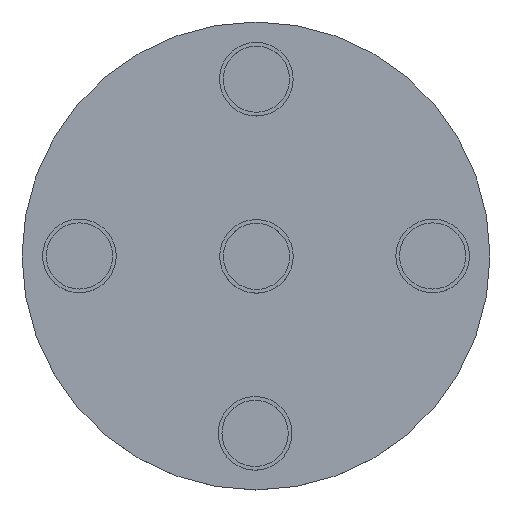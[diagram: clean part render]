
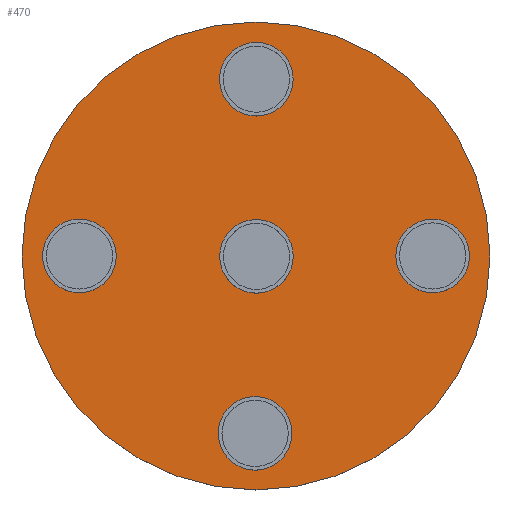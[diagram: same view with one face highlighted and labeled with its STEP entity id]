
A CAD part, top view. The second image highlights one B-rep face of the part: STEP entity #470.
In plain terms, the highlighted planar face has unit normal (0, 0, 1).
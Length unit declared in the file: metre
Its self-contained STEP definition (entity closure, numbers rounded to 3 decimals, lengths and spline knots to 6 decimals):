
#24=CIRCLE('',#521,0.0265);
#25=CIRCLE('',#523,0.004167);
#26=CIRCLE('',#524,0.004167);
#27=CIRCLE('',#525,0.004167);
#28=CIRCLE('',#526,0.004167);
#29=CIRCLE('',#527,0.004167);
#59=ORIENTED_EDGE('',*,*,#168,.F.);
#60=ORIENTED_EDGE('',*,*,#169,.F.);
#61=ORIENTED_EDGE('',*,*,#170,.F.);
#62=ORIENTED_EDGE('',*,*,#171,.F.);
#63=ORIENTED_EDGE('',*,*,#172,.F.);
#64=ORIENTED_EDGE('',*,*,#167,.T.);
#167=EDGE_CURVE('',#222,#222,#24,.T.);
#168=EDGE_CURVE('',#223,#223,#25,.T.);
#169=EDGE_CURVE('',#224,#224,#26,.T.);
#170=EDGE_CURVE('',#225,#225,#27,.T.);
#171=EDGE_CURVE('',#226,#226,#28,.T.);
#172=EDGE_CURVE('',#227,#227,#29,.T.);
#222=VERTEX_POINT('',#758);
#223=VERTEX_POINT('',#761);
#224=VERTEX_POINT('',#763);
#225=VERTEX_POINT('',#765);
#226=VERTEX_POINT('',#767);
#227=VERTEX_POINT('',#769);
#326=EDGE_LOOP('',(#59));
#327=EDGE_LOOP('',(#60));
#328=EDGE_LOOP('',(#61));
#329=EDGE_LOOP('',(#62));
#330=EDGE_LOOP('',(#63));
#331=EDGE_LOOP('',(#64));
#387=FACE_BOUND('',#326,.T.);
#388=FACE_BOUND('',#327,.T.);
#389=FACE_BOUND('',#328,.T.);
#390=FACE_BOUND('',#329,.T.);
#391=FACE_BOUND('',#330,.T.);
#392=FACE_BOUND('',#331,.T.);
#443=PLANE('',#522);
#470=ADVANCED_FACE('',(#387,#388,#389,#390,#391,#392),#443,.T.);
#521=AXIS2_PLACEMENT_3D('',#757,#596,#597);
#522=AXIS2_PLACEMENT_3D('',#759,#598,#599);
#523=AXIS2_PLACEMENT_3D('',#760,#600,#601);
#524=AXIS2_PLACEMENT_3D('',#762,#602,#603);
#525=AXIS2_PLACEMENT_3D('',#764,#604,#605);
#526=AXIS2_PLACEMENT_3D('',#766,#606,#607);
#527=AXIS2_PLACEMENT_3D('',#768,#608,#609);
#596=DIRECTION('',(0.,0.,1.));
#597=DIRECTION('',(1.,0.,0.));
#598=DIRECTION('',(0.,0.,1.));
#599=DIRECTION('',(1.,0.,0.));
#600=DIRECTION('',(0.,0.,1.));
#601=DIRECTION('',(1.,0.,0.));
#602=DIRECTION('',(0.,0.,1.));
#603=DIRECTION('',(1.,0.,0.));
#604=DIRECTION('',(0.,0.,1.));
#605=DIRECTION('',(1.,0.,0.));
#606=DIRECTION('',(0.,0.,1.));
#607=DIRECTION('',(1.,0.,0.));
#608=DIRECTION('',(0.,0.,1.));
#609=DIRECTION('',(1.,0.,0.));
#757=CARTESIAN_POINT('',(0.,0.,0.002));
#758=CARTESIAN_POINT('',(0.0265,0.,0.002));
#759=CARTESIAN_POINT('',(0.231835,0.,0.002));
#760=CARTESIAN_POINT('',(-0.02,0.,0.002));
#761=CARTESIAN_POINT('',(-0.015833,0.,0.002));
#762=CARTESIAN_POINT('',(0.000041,0.020018,0.002));
#763=CARTESIAN_POINT('',(0.004208,0.020018,0.002));
#764=CARTESIAN_POINT('',(-0.000102,-0.020096,0.002));
#765=CARTESIAN_POINT('',(0.004065,-0.020096,0.002));
#766=CARTESIAN_POINT('',(0.000049,-0.000047,0.002));
#767=CARTESIAN_POINT('',(0.004216,-0.000047,0.002));
#768=CARTESIAN_POINT('',(0.020007,-0.000003,0.002));
#769=CARTESIAN_POINT('',(0.024173,-0.000003,0.002));
